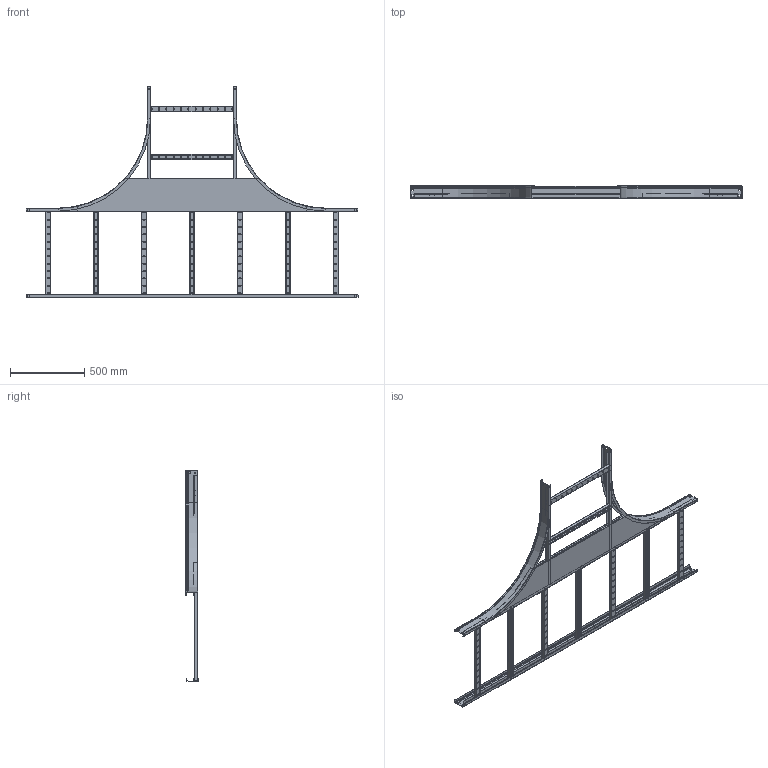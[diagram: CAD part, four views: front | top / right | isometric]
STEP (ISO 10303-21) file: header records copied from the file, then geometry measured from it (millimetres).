
FILE_DESCRIPTION (( 'STEP AP214' ), '1' );
FILE_NAME ('CRT05-4--09 (80x600).STEP', '2021-03-10T07:02:23', ( '' ), ( '' ), 'SwSTEP 2.0', 'SolidWorks 2017', '' );
FILE_SCHEMA (( 'AUTOMOTIVE_DESIGN' ));
Length unit declared in the file: millimetre
Products named in the file (10): 岓臍 195.02.20 冓憵 600_隬_00_-04 (600); ÊÈÂÀ 195.01.03_Ïëàíêà ïîïåðå÷íàÿ_00_-04; 岓臍 195.04.10 捘 冓憵_隬_00_-04 (2184x600); ÊÈÂÀ 195.02.05 Ï-ïðîôèëü_îö_00_668.2; CRT05-4--09 (80x600); ÊÈÂÀ 195.04.04 Ï-ïðîôèëü_îö_00_-05 (2184); 岓臍 195.02.01 呧翲歑鍙 摳賧禖嶱隬_00_-01; ÊÈÂÀ 195.04.01 Ëîíæåðîí ïðÿìîé_îö_00_-09; ÊÈÂÀ 195.02.03 Ïëàíêà ïîïåðå÷íàÿ_îö_00_-04; 195.04.02_Ïëàñòèíà ñîåäèíèòåëüíàÿ_îö_00_-04 (2184)
Assembly tree (20 placements, depth 3):
  CRT05-4--09 (80x600)
    岓臍 195.04.10 捘 冓憵_隬_00_-04 (2184x600)
      ÊÈÂÀ 195.04.04 Ï-ïðîôèëü_îö_00_-05 (2184)  x2
      ÊÈÂÀ 195.01.03_Ïëàíêà ïîïåðå÷íàÿ_00_-04  x7
    195.04.02_Ïëàñòèíà ñîåäèíèòåëüíàÿ_îö_00_-04 (2184)  x2
    岓臍 195.02.20 冓憵 600_隬_00_-04 (600)
      ÊÈÂÀ 195.02.05 Ï-ïðîôèëü_îö_00_668.2  x2
      ÊÈÂÀ 195.02.03 Ïëàíêà ïîïåðå÷íàÿ_îö_00_-04  x2
    岓臍 195.02.01 呧翲歑鍙 摳賧禖嶱隬_00_-01  x2
    ÊÈÂÀ 195.04.01 Ëîíæåðîí ïðÿìîé_îö_00_-09
Bounding box: 2234 x 81.3 x 1417 mm (x, y, z)
Volume: 2446746.9 mm3; surface area: 4131279.2 mm2
Topology: 18 solids, 18 shells, 1314 faces, 3606 edges, 2328 vertices
Faces by surface type: plane 938, cylinder 348, torus 20, cone 8
Entity records: 15866 total; most frequent: CARTESIAN_POINT 2703, ORIENTED_EDGE 2652, DIRECTION 2634, EDGE_CURVE 1326, VECTOR 1056, LINE 1056, VERTEX_POINT 842, AXIS2_PLACEMENT_3D 789
